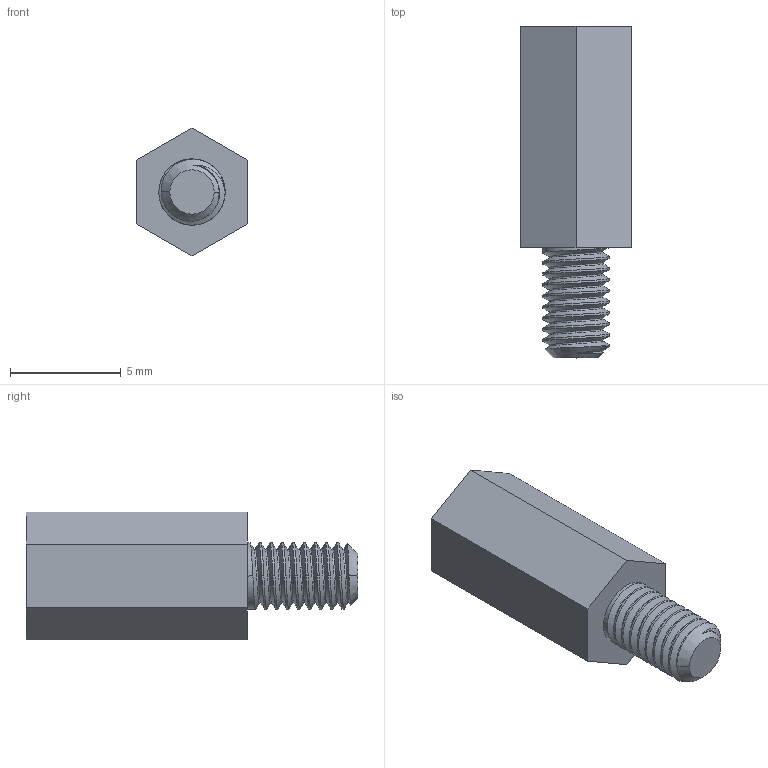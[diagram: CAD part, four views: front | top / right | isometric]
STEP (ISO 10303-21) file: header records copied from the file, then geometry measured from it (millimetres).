
FILE_DESCRIPTION (( 'STEP AP214' ), '1' );
FILE_NAME ('PCHSN-10.STEP', '2014-12-30T11:04:51', ( 'Tester2' ), ( '' ), 'SwSTEP 2.0', 'SolidWorks 2012', '' );
FILE_SCHEMA (( 'AUTOMOTIVE_DESIGN' ));
Length unit declared in the file: millimetre
Products named in the file (1): PCHSN-10
Bounding box: 5 x 15 x 5.77 mm (x, y, z)
Volume: 210.1 mm3; surface area: 352.2 mm2
Topology: 1 solids, 1 shells, 60 faces, 166 edges, 108 vertices
Faces by surface type: cylinder 34, plane 11, cone 8, bspline 7
Entity records: 5043 total; most frequent: CARTESIAN_POINT 3523, ORIENTED_EDGE 328, DIRECTION 200, EDGE_CURVE 164, VERTEX_POINT 108, AXIS2_PLACEMENT_3D 69, EDGE_LOOP 62, VECTOR 62
